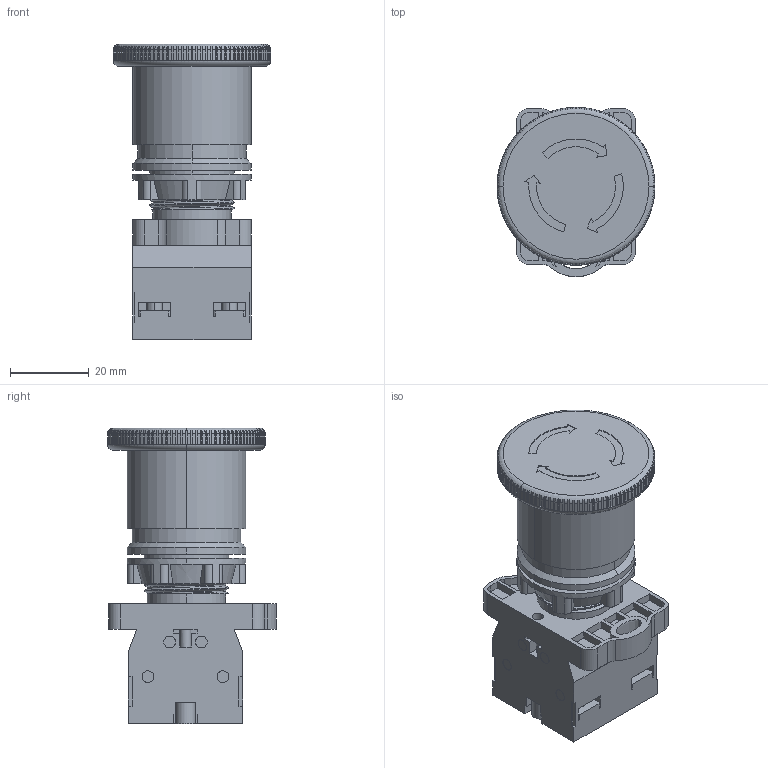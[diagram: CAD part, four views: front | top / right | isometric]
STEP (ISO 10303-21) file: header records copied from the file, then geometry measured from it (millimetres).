
FILE_DESCRIPTION((''),'2;1');
FILE_NAME('CDLA6H-ES_40','2023-04-10T',('xiaokai.shi'),(''),'PRO/ENGINEER BY PARAMETRIC TECHNOLOGY CORPORATION, 2015440','PRO/ENGINEER BY PARAMETRIC TECHNOLOGY CORPORATION, 2015440','');
FILE_SCHEMA(('CONFIG_CONTROL_DESIGN'));
Length unit declared in the file: millimetre
Products named in the file (1): CDLA6H-ES_40
Bounding box: 40 x 42.82 x 75 mm (x, y, z)
Volume: 57032.4 mm3; surface area: 15735.3 mm2
Topology: 1 solids, 1 shells, 902 faces, 2377 edges, 1520 vertices
Faces by surface type: plane 657, cylinder 224, cone 8, extrusion 6, torus 4, bspline 3
Entity records: 35805 total; most frequent: CARTESIAN_POINT 13690, ORIENTED_EDGE 4754, DIRECTION 4391, EDGE_CURVE 2377, VERTEX_POINT 1520, AXIS2_PLACEMENT_3D 1473, VECTOR 1445, LINE 1439
